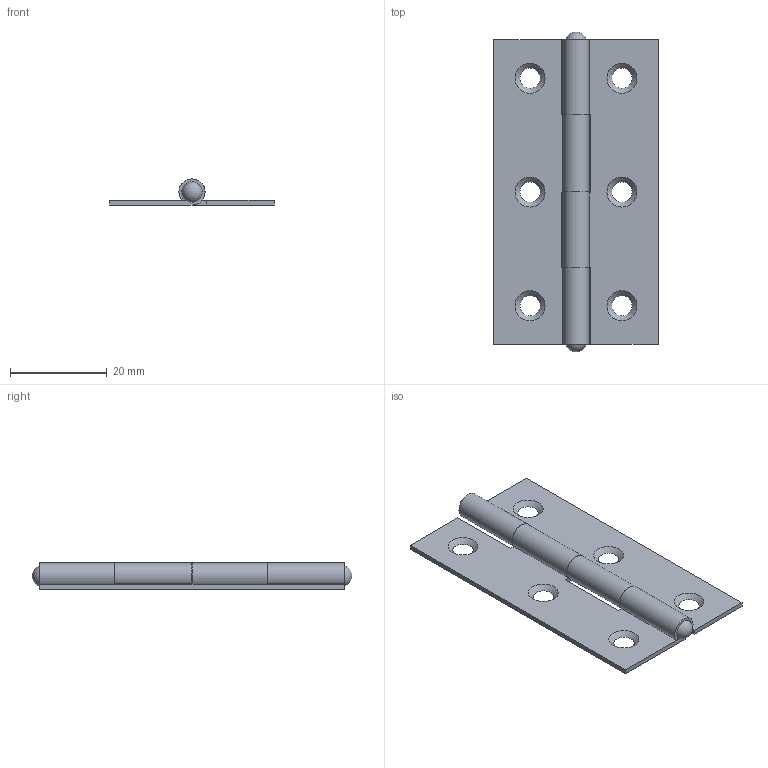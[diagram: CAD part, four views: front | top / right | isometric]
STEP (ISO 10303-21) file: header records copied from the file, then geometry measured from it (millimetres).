
FILE_DESCRIPTION (( 'STEP AP203' ), '1' );
FILE_NAME ('450-13.step', '2021-11-25T13:14:00', ( '' ), ( '' ), 'SwSTEP 2.0', 'SolidWorks 2018', '' );
FILE_SCHEMA (( 'CONFIG_CONTROL_DESIGN' ));
Length unit declared in the file: millimetre
Products named in the file (7): 450-13 Teil3; 450-13 Teil2; 450-13; 450-13 Teil1
Assembly tree (3 placements, depth 2):
  450-13 Teil2
  450-13
    450-13 Teil1
    450-13 Teil2
    450-13 Teil3
  450-13 Teil1
  450-13 Teil3
Bounding box: 34 x 66.07 x 5.4 mm (x, y, z)
Volume: 3161.9 mm3; surface area: 6420 mm2
Topology: 3 solids, 3 shells, 227 faces, 608 edges, 408 vertices
Faces by surface type: plane 131, bspline 79, cylinder 9, cone 6, sphere 2
Full cylindrical faces by diameter (mm): 3.4 x1
Entity records: 11743 total; most frequent: CARTESIAN_POINT 5974, ORIENTED_EDGE 1190, DIRECTION 779, EDGE_CURVE 595, LINE 405, VECTOR 405, VERTEX_POINT 402, EDGE_LOOP 267
